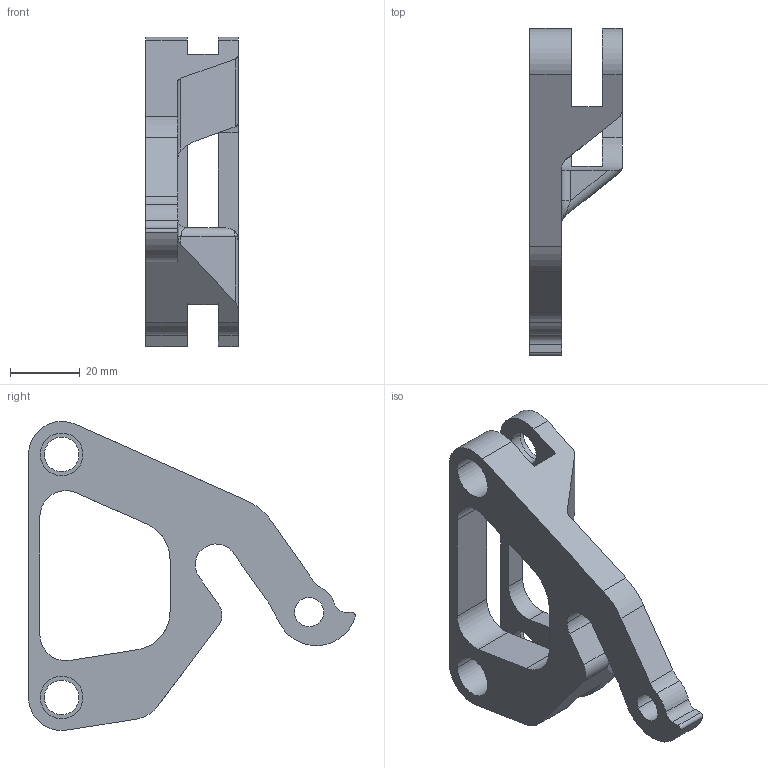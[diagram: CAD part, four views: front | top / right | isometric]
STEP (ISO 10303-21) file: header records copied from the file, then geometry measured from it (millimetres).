
FILE_DESCRIPTION(('CATIA V5 STEP Exchange'),'2;1');
FILE_NAME('Velo M9.stp','2021-04-21T17:41:38+00:00',('none'),('none'),'CATIA Version 5 Release 21 GA (IN-10)','CATIA V5 STEP AP214','none');
FILE_SCHEMA(('AUTOMOTIVE_DESIGN { 1 0 10303 214 1 1 1 1 }'));
Length unit declared in the file: millimetre
Products named in the file (2): Velo M9; M9 - Pate ARD 
Assembly tree (1 placements, depth 2):
  Velo M9
    M9 - Pate ARD 
Bounding box: 26.6 x 93.92 x 88.82 mm (x, y, z)
Volume: 41668.7 mm3; surface area: 17820.8 mm2
Topology: 1 solids, 1 shells, 79 faces, 225 edges, 149 vertices
Faces by surface type: cylinder 46, plane 31, sphere 1, bspline 1
Entity records: 2607 total; most frequent: CARTESIAN_POINT 602, ORIENTED_EDGE 450, DIRECTION 324, EDGE_CURVE 225, VERTEX_POINT 149, AXIS2_PLACEMENT_3D 143, VECTOR 124, LINE 124
